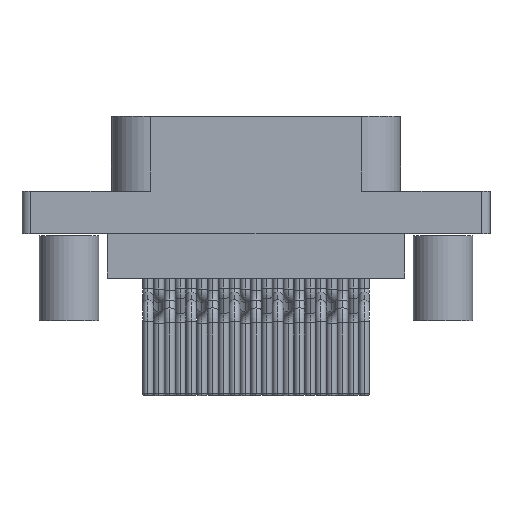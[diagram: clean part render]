
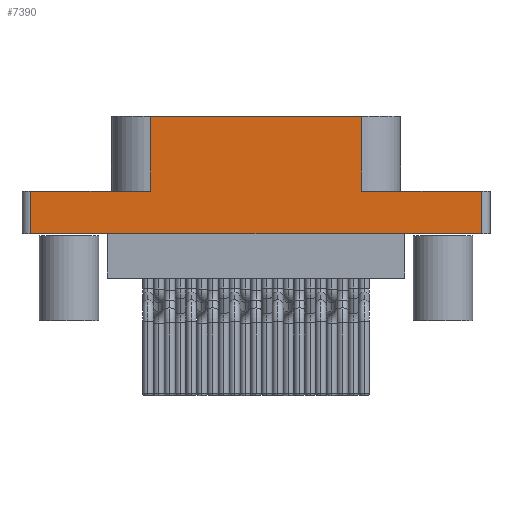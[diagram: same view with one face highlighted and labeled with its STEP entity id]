
A CAD part, top view. The second image highlights one B-rep face of the part: STEP entity #7390.
In plain terms, the highlighted planar face has unit normal (0, 0, 1).
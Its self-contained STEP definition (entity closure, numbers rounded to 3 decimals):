
#368=DIRECTION('',(1.,0.,0.));
#369=VECTOR('',#368,26.5);
#370=CARTESIAN_POINT('',(-13.25,0.,2.7));
#371=LINE('',#370,#369);
#495=DIRECTION('',(1.,0.,0.));
#496=VECTOR('',#495,7.05);
#497=CARTESIAN_POINT('',(-13.25,2.5,2.7));
#498=LINE('',#497,#496);
#554=DIRECTION('',(1.,0.,0.));
#555=VECTOR('',#554,7.05);
#556=CARTESIAN_POINT('',(6.2,2.5,2.699));
#557=LINE('',#556,#555);
#1082=DIRECTION('',(1.,0.,0.));
#1083=VECTOR('',#1082,12.4);
#1084=CARTESIAN_POINT('',(-6.2,6.9,2.699));
#1085=LINE('',#1084,#1083);
#1154=DIRECTION('',(0.,1.,0.));
#1155=VECTOR('',#1154,4.4);
#1156=CARTESIAN_POINT('',(6.2,2.5,2.699));
#1157=LINE('',#1156,#1155);
#1158=DIRECTION('',(0.,1.,0.));
#1159=VECTOR('',#1158,4.4);
#1160=CARTESIAN_POINT('',(-6.2,2.5,2.699));
#1161=LINE('',#1160,#1159);
#1162=DIRECTION('',(0.,1.,0.));
#1163=VECTOR('',#1162,2.5);
#1164=CARTESIAN_POINT('',(-13.25,0.,2.7));
#1165=LINE('',#1164,#1163);
#1178=DIRECTION('',(0.,1.,0.));
#1179=VECTOR('',#1178,2.5);
#1180=CARTESIAN_POINT('',(13.25,0.,2.7));
#1181=LINE('',#1180,#1179);
#4790=CARTESIAN_POINT('',(-13.25,0.,2.7));
#4791=VERTEX_POINT('',#4790);
#4792=CARTESIAN_POINT('',(13.25,0.,2.7));
#4793=VERTEX_POINT('',#4792);
#4806=CARTESIAN_POINT('',(-13.25,2.5,2.7));
#4807=VERTEX_POINT('',#4806);
#4808=CARTESIAN_POINT('',(13.25,2.5,2.7));
#4810=VERTEX_POINT('',#4808);
#4840=CARTESIAN_POINT('',(-6.2,6.9,2.698));
#4841=VERTEX_POINT('',#4840);
#4842=CARTESIAN_POINT('',(6.2,6.9,2.699));
#4843=VERTEX_POINT('',#4842);
#4860=CARTESIAN_POINT('',(-6.2,2.5,2.698));
#4861=VERTEX_POINT('',#4860);
#4862=CARTESIAN_POINT('',(6.2,2.5,2.698));
#4864=VERTEX_POINT('',#4862);
#7372=CARTESIAN_POINT('',(-13.25,0.,2.7));
#7373=DIRECTION('',(0.,0.,1.));
#7374=DIRECTION('',(1.,0.,0.));
#7375=AXIS2_PLACEMENT_3D('',#7372,#7373,#7374);
#7376=PLANE('',#7375);
#7377=ORIENTED_EDGE('',*,*,#6529,.T.);
#7379=ORIENTED_EDGE('',*,*,#7378,.T.);
#7380=ORIENTED_EDGE('',*,*,#7272,.T.);
#7381=ORIENTED_EDGE('',*,*,#7358,.F.);
#7382=ORIENTED_EDGE('',*,*,#6572,.T.);
#7384=ORIENTED_EDGE('',*,*,#7383,.F.);
#7385=ORIENTED_EDGE('',*,*,#6397,.F.);
#7387=ORIENTED_EDGE('',*,*,#7386,.T.);
#7388=EDGE_LOOP('',(#7377,#7379,#7380,#7381,#7382,#7384,#7385,#7387));
#7389=FACE_OUTER_BOUND('',#7388,.F.);
#6397=EDGE_CURVE('',#4791,#4793,#371,.T.);
#6529=EDGE_CURVE('',#4807,#4861,#498,.T.);
#6572=EDGE_CURVE('',#4864,#4810,#557,.T.);
#7272=EDGE_CURVE('',#4841,#4843,#1085,.T.);
#7358=EDGE_CURVE('',#4864,#4843,#1157,.T.);
#7378=EDGE_CURVE('',#4861,#4841,#1161,.T.);
#7383=EDGE_CURVE('',#4793,#4810,#1181,.T.);
#7386=EDGE_CURVE('',#4791,#4807,#1165,.T.);
#7390=ADVANCED_FACE('',(#7389),#7376,.T.);
